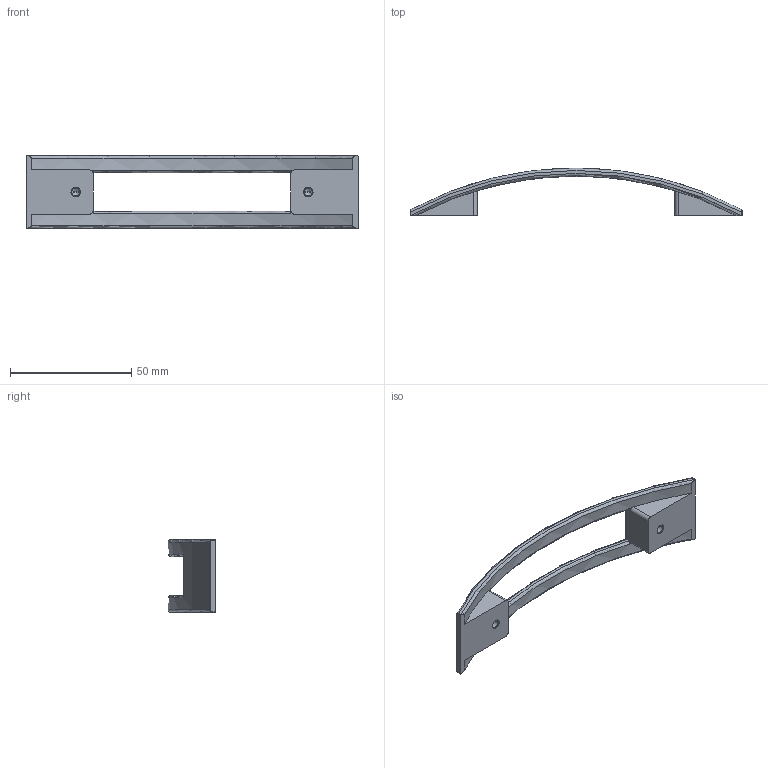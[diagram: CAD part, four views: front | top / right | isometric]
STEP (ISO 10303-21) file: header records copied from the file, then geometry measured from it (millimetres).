
FILE_DESCRIPTION(('Creo Elements/Direct Modeling STEP Export'),'2;1');
FILE_NAME('2113-137.stp','2017-11-13T11:32:44',(''),(''),'Creo Elements/Direct Modeling STEP processor for AP214 (Solid Model)','Creo Elements/Direct Modeling 20.0 12-Nov-2016 (C) Parametric Technology GmbH','');
FILE_SCHEMA(('AUTOMOTIVE_DESIGN { 1 0 10303 214 1 1 1 1 }'));
Length unit declared in the file: millimetre
Products named in the file (1): 2113-137
Bounding box: 137 x 19.7 x 30 mm (x, y, z)
Volume: 14401.4 mm3; surface area: 8199.3 mm2
Topology: 1 solids, 1 shells, 59 faces, 152 edges, 94 vertices
Faces by surface type: cylinder 23, plane 16, cone 8, torus 8, bspline 4
Entity records: 4213 total; most frequent: CARTESIAN_POINT 2765, ORIENTED_EDGE 296, DIRECTION 278, EDGE_CURVE 148, AXIS2_PLACEMENT_3D 109, VERTEX_POINT 94, EDGE_LOOP 64, VECTOR 60
